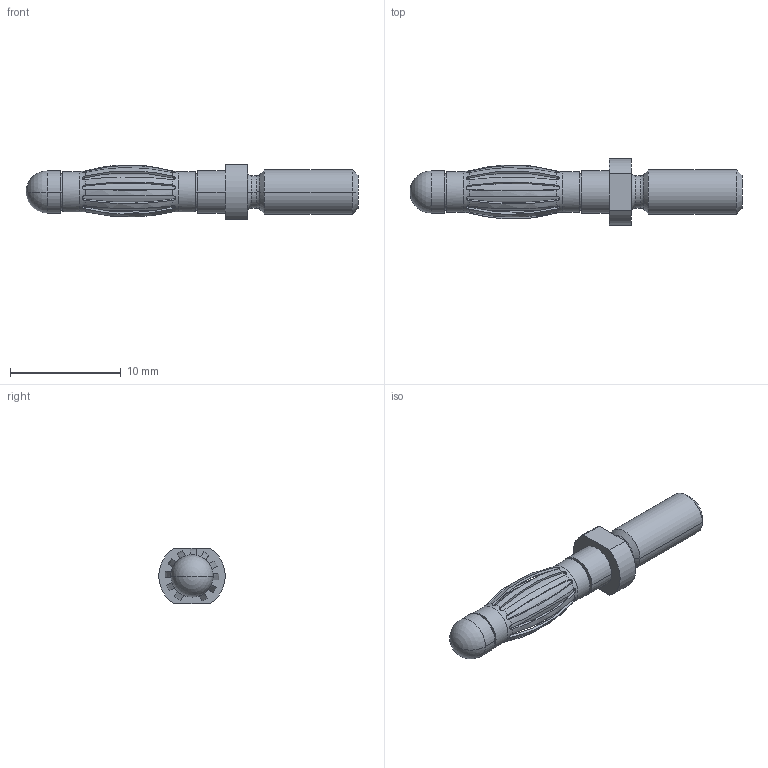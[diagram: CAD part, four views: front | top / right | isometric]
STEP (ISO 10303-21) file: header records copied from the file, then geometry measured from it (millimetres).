
FILE_DESCRIPTION((''),'2;1');
FILE_NAME('1210_FK_NG4_M4_ASM','2016-09-28T',('tosc'),(''),'PRO/ENGINEER BY PARAMETRIC TECHNOLOGY CORPORATION, 2015110','PRO/ENGINEER BY PARAMETRIC TECHNOLOGY CORPORATION, 2015110','');
FILE_SCHEMA(('CONFIG_CONTROL_DESIGN'));
Length unit declared in the file: millimetre
Products named in the file (1): 1210_FK_NG4_M4_ASM
Bounding box: 30 x 6 x 5 mm (x, y, z)
Surface area: 621.4 mm2 (no closed solid volume)
Topology: 0 solids, 2 shells, 115 faces, 372 edges, 243 vertices
Faces by surface type: bspline 46, plane 35, cylinder 20, torus 8, cone 4, sphere 2
Entity records: 6910 total; most frequent: CARTESIAN_POINT 3520, ORIENTED_EDGE 740, EDGE_CURVE 370, DIRECTION 354, B_SPLINE_CURVE_WITH_KNOTS 244, VERTEX_POINT 243, AXIS2_PLACEMENT_3D 158, EDGE_LOOP 119
